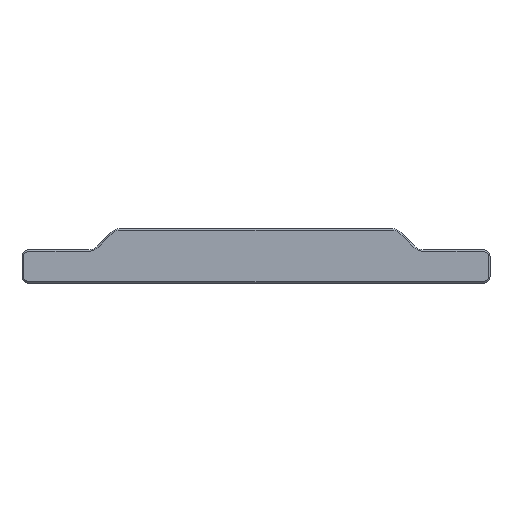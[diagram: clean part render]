
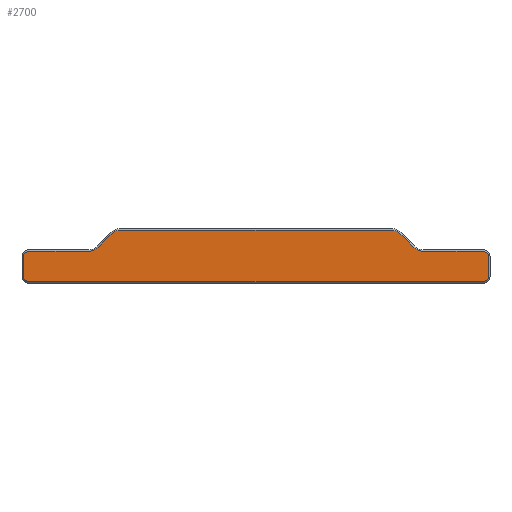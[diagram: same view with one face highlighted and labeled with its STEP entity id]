
A CAD part, front view. The second image highlights one B-rep face of the part: STEP entity #2700.
In plain terms, the highlighted planar face has unit normal (0, -1, 0).
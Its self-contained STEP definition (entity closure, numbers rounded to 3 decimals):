
#138=CIRCLE('',#2921,2.6);
#139=CIRCLE('',#2924,3.4);
#140=CIRCLE('',#2927,1.2);
#141=CIRCLE('',#2930,1.2);
#161=CIRCLE('',#2979,1.2);
#162=CIRCLE('',#2980,1.2);
#163=CIRCLE('',#2981,3.4);
#164=CIRCLE('',#2982,2.6);
#340=FACE_OUTER_BOUND('',#502,.T.);
#502=EDGE_LOOP('',(#2367,#2368,#2369,#2370,#2371,#2372,#2373,#2374,#2375,
#2376,#2377,#2378,#2379,#2380,#2381,#2382));
#716=LINE('',#4358,#996);
#719=LINE('',#4366,#999);
#722=LINE('',#4374,#1002);
#781=LINE('',#4535,#1061);
#782=LINE('',#4539,#1062);
#783=LINE('',#4543,#1063);
#784=LINE('',#4547,#1064);
#785=LINE('',#4550,#1065);
#996=VECTOR('',#3564,10.);
#999=VECTOR('',#3573,10.);
#1002=VECTOR('',#3582,10.);
#1061=VECTOR('',#3741,10.);
#1062=VECTOR('',#3744,10.);
#1063=VECTOR('',#3747,10.);
#1064=VECTOR('',#3750,10.);
#1065=VECTOR('',#3753,10.);
#1251=VERTEX_POINT('',#4350);
#1252=VERTEX_POINT('',#4352);
#1253=VERTEX_POINT('',#4356);
#1254=VERTEX_POINT('',#4360);
#1255=VERTEX_POINT('',#4364);
#1256=VERTEX_POINT('',#4368);
#1257=VERTEX_POINT('',#4372);
#1258=VERTEX_POINT('',#4376);
#1309=VERTEX_POINT('',#4534);
#1310=VERTEX_POINT('',#4536);
#1311=VERTEX_POINT('',#4538);
#1312=VERTEX_POINT('',#4540);
#1313=VERTEX_POINT('',#4542);
#1314=VERTEX_POINT('',#4544);
#1315=VERTEX_POINT('',#4546);
#1316=VERTEX_POINT('',#4548);
#1588=EDGE_CURVE('',#1252,#1251,#138,.T.);
#1591=EDGE_CURVE('',#1251,#1253,#716,.T.);
#1593=EDGE_CURVE('',#1253,#1254,#139,.T.);
#1595=EDGE_CURVE('',#1254,#1255,#719,.T.);
#1597=EDGE_CURVE('',#1255,#1256,#140,.T.);
#1599=EDGE_CURVE('',#1256,#1257,#722,.T.);
#1601=EDGE_CURVE('',#1257,#1258,#141,.T.);
#1679=EDGE_CURVE('',#1258,#1309,#781,.T.);
#1680=EDGE_CURVE('',#1310,#1309,#161,.T.);
#1681=EDGE_CURVE('',#1311,#1310,#782,.T.);
#1682=EDGE_CURVE('',#1312,#1311,#162,.T.);
#1683=EDGE_CURVE('',#1313,#1312,#783,.T.);
#1684=EDGE_CURVE('',#1314,#1313,#163,.T.);
#1685=EDGE_CURVE('',#1315,#1314,#784,.T.);
#1686=EDGE_CURVE('',#1316,#1315,#164,.T.);
#1687=EDGE_CURVE('',#1316,#1252,#785,.T.);
#2367=ORIENTED_EDGE('',*,*,#1679,.T.);
#2368=ORIENTED_EDGE('',*,*,#1680,.F.);
#2369=ORIENTED_EDGE('',*,*,#1681,.F.);
#2370=ORIENTED_EDGE('',*,*,#1682,.F.);
#2371=ORIENTED_EDGE('',*,*,#1683,.F.);
#2372=ORIENTED_EDGE('',*,*,#1684,.F.);
#2373=ORIENTED_EDGE('',*,*,#1685,.F.);
#2374=ORIENTED_EDGE('',*,*,#1686,.F.);
#2375=ORIENTED_EDGE('',*,*,#1687,.T.);
#2376=ORIENTED_EDGE('',*,*,#1588,.T.);
#2377=ORIENTED_EDGE('',*,*,#1591,.T.);
#2378=ORIENTED_EDGE('',*,*,#1593,.T.);
#2379=ORIENTED_EDGE('',*,*,#1595,.T.);
#2380=ORIENTED_EDGE('',*,*,#1597,.T.);
#2381=ORIENTED_EDGE('',*,*,#1599,.T.);
#2382=ORIENTED_EDGE('',*,*,#1601,.T.);
#2553=PLANE('',#2978);
#2700=ADVANCED_FACE('',(#340),#2553,.T.);
#2921=AXIS2_PLACEMENT_3D('',#4353,#3558,#3559);
#2924=AXIS2_PLACEMENT_3D('',#4362,#3568,#3569);
#2927=AXIS2_PLACEMENT_3D('',#4370,#3577,#3578);
#2930=AXIS2_PLACEMENT_3D('',#4378,#3586,#3587);
#2978=AXIS2_PLACEMENT_3D('',#4533,#3739,#3740);
#2979=AXIS2_PLACEMENT_3D('',#4537,#3742,#3743);
#2980=AXIS2_PLACEMENT_3D('',#4541,#3745,#3746);
#2981=AXIS2_PLACEMENT_3D('',#4545,#3748,#3749);
#2982=AXIS2_PLACEMENT_3D('',#4549,#3751,#3752);
#3558=DIRECTION('center_axis',(0.,-1.,0.));
#3559=DIRECTION('ref_axis',(-0.383,0.,0.924));
#3564=DIRECTION('',(-0.707,0.,-0.707));
#3568=DIRECTION('center_axis',(0.,1.,0.));
#3569=DIRECTION('ref_axis',(0.383,0.,-0.924));
#3573=DIRECTION('',(-1.,0.,0.));
#3577=DIRECTION('center_axis',(0.,-1.,0.));
#3578=DIRECTION('ref_axis',(-0.707,0.,0.707));
#3582=DIRECTION('',(0.,0.,-1.));
#3586=DIRECTION('center_axis',(0.,-1.,0.));
#3587=DIRECTION('ref_axis',(-0.707,0.,-0.707));
#3739=DIRECTION('center_axis',(0.,-1.,0.));
#3740=DIRECTION('ref_axis',(1.,0.,0.));
#3741=DIRECTION('',(1.,0.,0.));
#3742=DIRECTION('center_axis',(0.,1.,0.));
#3743=DIRECTION('ref_axis',(0.707,0.,-0.707));
#3744=DIRECTION('',(0.,0.,-1.));
#3745=DIRECTION('center_axis',(0.,1.,0.));
#3746=DIRECTION('ref_axis',(0.707,0.,0.707));
#3747=DIRECTION('',(1.,0.,0.));
#3748=DIRECTION('center_axis',(0.,-1.,0.));
#3749=DIRECTION('ref_axis',(-0.383,0.,-0.924));
#3750=DIRECTION('',(0.707,0.,-0.707));
#3751=DIRECTION('center_axis',(0.,1.,0.));
#3752=DIRECTION('ref_axis',(0.383,0.,0.924));
#3753=DIRECTION('',(-1.,0.,0.));
#4350=CARTESIAN_POINT('',(-34.196,-6.,10.838));
#4352=CARTESIAN_POINT('',(-32.357,-6.,11.6));
#4353=CARTESIAN_POINT('Origin',(-32.357,-6.,9.));
#4356=CARTESIAN_POINT('',(-37.438,-6.,7.596));
#4358=CARTESIAN_POINT('',(-28.342,-6.,16.692));
#4360=CARTESIAN_POINT('',(-39.843,-6.,6.6));
#4362=CARTESIAN_POINT('Origin',(-39.843,-6.,10.));
#4364=CARTESIAN_POINT('',(-54.,-6.,6.6));
#4366=CARTESIAN_POINT('',(-20.95,-6.,6.6));
#4368=CARTESIAN_POINT('',(-55.2,-6.,5.4));
#4370=CARTESIAN_POINT('Origin',(-54.,-6.,5.4));
#4372=CARTESIAN_POINT('',(-55.2,-6.,0.6));
#4374=CARTESIAN_POINT('',(-55.2,-6.,6.8));
#4376=CARTESIAN_POINT('',(-54.,-6.,-0.6));
#4378=CARTESIAN_POINT('Origin',(-54.,-6.,0.6));
#4533=CARTESIAN_POINT('Origin',(3.3,-6.,6.6));
#4534=CARTESIAN_POINT('',(54.,-6.,-0.6));
#4535=CARTESIAN_POINT('',(-29.45,-6.,-0.6));
#4536=CARTESIAN_POINT('',(55.2,-6.,0.6));
#4537=CARTESIAN_POINT('Origin',(54.,-6.,0.6));
#4538=CARTESIAN_POINT('',(55.2,-6.,5.4));
#4539=CARTESIAN_POINT('',(55.2,-6.,6.8));
#4540=CARTESIAN_POINT('',(54.,-6.,6.6));
#4541=CARTESIAN_POINT('Origin',(54.,-6.,5.4));
#4542=CARTESIAN_POINT('',(39.843,-6.,6.6));
#4543=CARTESIAN_POINT('',(20.95,-6.,6.6));
#4544=CARTESIAN_POINT('',(37.438,-6.,7.596));
#4545=CARTESIAN_POINT('Origin',(39.843,-6.,10.));
#4546=CARTESIAN_POINT('',(34.196,-6.,10.838));
#4547=CARTESIAN_POINT('',(28.342,-6.,16.692));
#4548=CARTESIAN_POINT('',(32.357,-6.,11.6));
#4549=CARTESIAN_POINT('Origin',(32.357,-6.,9.));
#4550=CARTESIAN_POINT('',(21.05,-6.,11.6));
